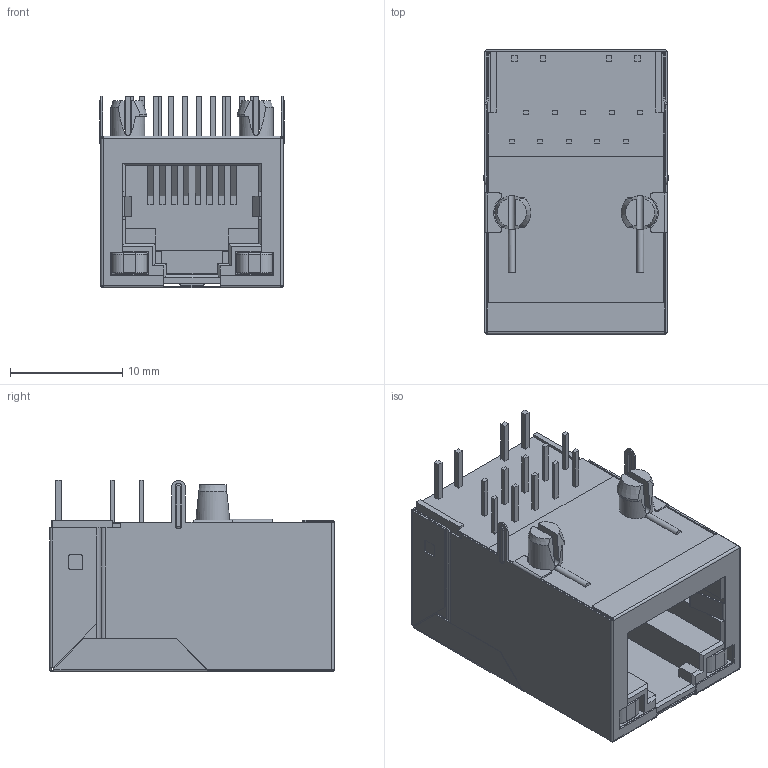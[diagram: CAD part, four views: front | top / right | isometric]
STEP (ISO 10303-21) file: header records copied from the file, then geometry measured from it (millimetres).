
FILE_DESCRIPTION( ( 'Unknown' ), '1' );
FILE_NAME( '7499210124A.stp', 'Unknown', ( 'Unknown' ), ( 'Unknown' ), 'PSStep 16.0.42', 'Unknown', ' ' );
FILE_SCHEMA( ( 'AUTOMOTIVE_DESIGN { 1 0 10303 214 1 1 1 1 }' ) );
Length unit declared in the file: millimetre
Products named in the file (6): Assem1; Insulator; Insulator_2; LED; Shielding
Assembly tree (5 placements, depth 2):
  Assem1
    Insulator
    Insulator_2
    LED
    LED
    Shielding
Bounding box: 16.4 x 25.3 x 17.05 mm (x, y, z)
Volume: 2695.6 mm3; surface area: 8351.8 mm2
Topology: 5 solids, 5 shells, 854 faces, 2359 edges, 1516 vertices
Faces by surface type: plane 581, cylinder 235, torus 16, sphere 10, bspline 8, cone 4
Full cylindrical faces by diameter (mm): 3 x2
Entity records: 34001 total; most frequent: CARTESIAN_POINT 4975, ORIENTED_EDGE 4698, DIRECTION 4517, EDGE_CURVE 2349, LINE 1813, VECTOR 1813, VERTEX_POINT 1516, AXIS2_PLACEMENT_3D 1352
